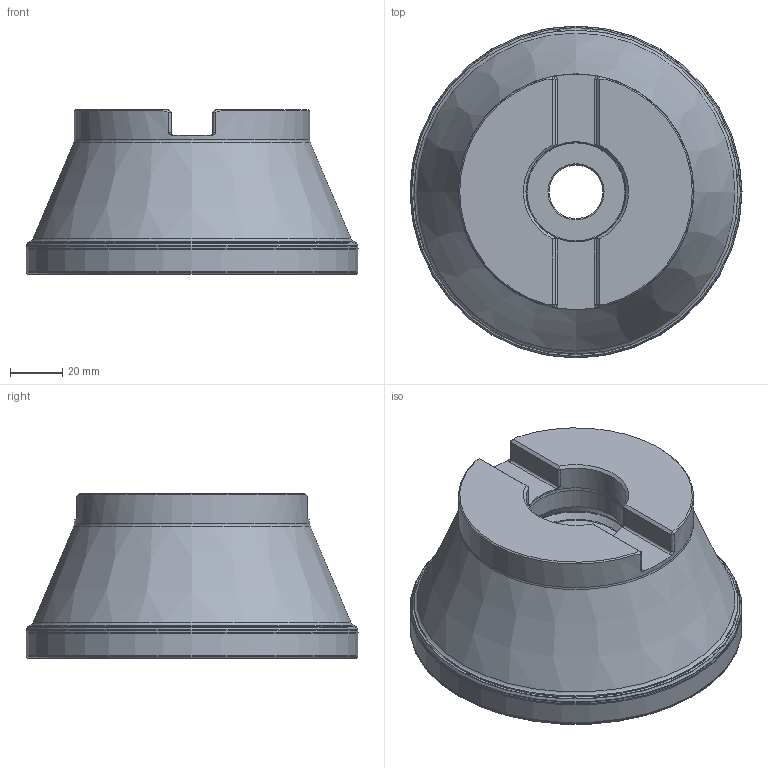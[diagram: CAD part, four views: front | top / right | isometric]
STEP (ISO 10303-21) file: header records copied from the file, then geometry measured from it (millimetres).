
FILE_DESCRIPTION(/* description */ (''),/* implementation_level */ '2;1');
FILE_NAME(/* name */ '500A09R_IS90TN16_C_203023460ndi000_00_SIM.stp',/* time_stamp */ '2021-03-25T12:37:32+01:00',/* author */ (''),/* organization */ (''),/* preprocessor_version */ 'ST-DEVELOPER v16.7',/* originating_system */ 'SIEMENS PLM Software NX 12.0',/* authorisation */ '');
FILE_SCHEMA (('AUTOMOTIVE_DESIGN { 1 0 10303 214 3 1 1 1 }'));
Length unit declared in the file: millimetre
Products named in the file (1): lf19438CFC4Biyy0
Bounding box: 127 x 127 x 62.99 mm (x, y, z)
Volume: 515507.7 mm3; surface area: 60060.4 mm2
Topology: 2 solids, 2 shells, 120 faces, 274 edges, 151 vertices
Faces by surface type: revolution 36, cylinder 28, cone 24, plane 17, torus 15
Full cylindrical faces by diameter (mm): 20.5 x1, 36 x1, 38.108 x1, 38.3 x1, 90 x1, 125.2 x1
Entity records: 3390 total; most frequent: CARTESIAN_POINT 970, DIRECTION 494, ORIENTED_EDGE 398, AXIS2_PLACEMENT_3D 203, EDGE_CURVE 199, EDGE_LOOP 186, VERTEX_POINT 145, FACE_BOUND 132
